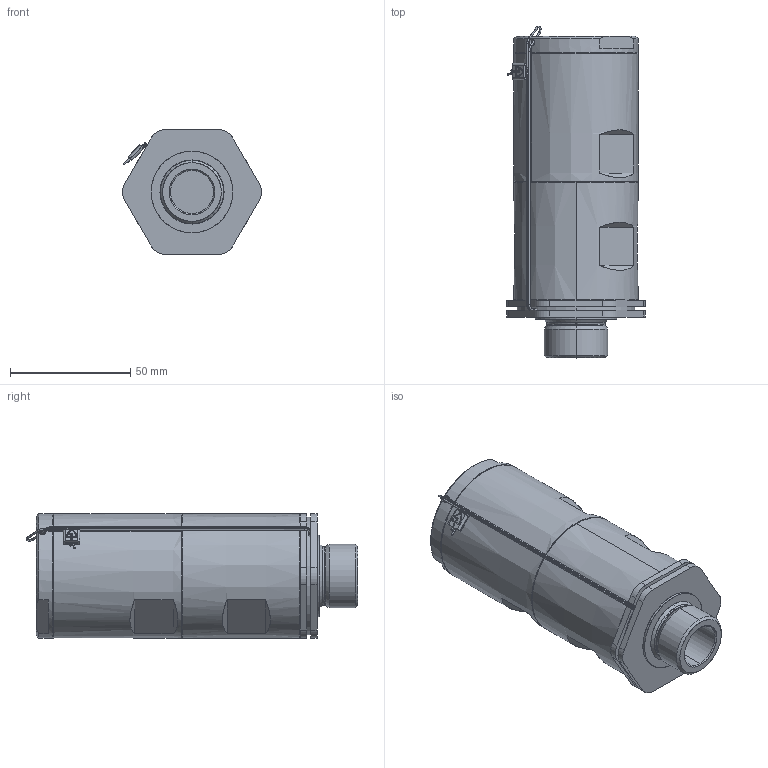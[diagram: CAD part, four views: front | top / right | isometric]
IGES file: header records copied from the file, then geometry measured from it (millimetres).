
Start section: SolidWorks IGES file using analytic representation for surfaces
Global section: file name: 1945-20_MF_2015.IGS; native system: SolidWorks 2018; preprocessor: SolidWorks 2018; author: Hildenbrand; date: 191016.154210; units: millimetre
Bounding box: 57.88 x 138.27 x 52 mm (x, y, z)
Surface area: 54519.6 mm2 (no closed solid volume)
Topology: 0 solids, 0 shells, 273 faces, 3922 edges, 3921 vertices
Faces by surface type: bspline 143, revolution 130
